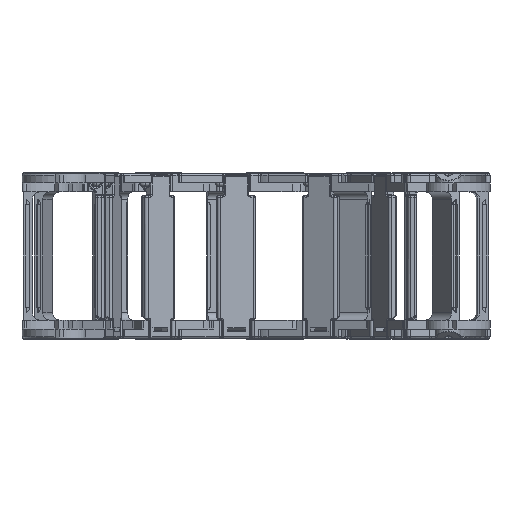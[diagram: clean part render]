
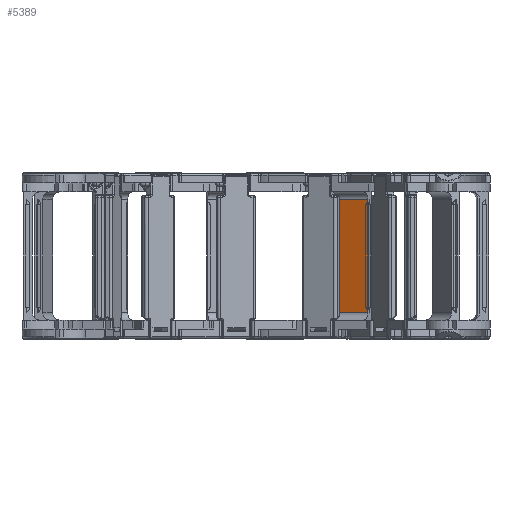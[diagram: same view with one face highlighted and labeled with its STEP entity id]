
A CAD part, left-side view. The second image highlights one B-rep face of the part: STEP entity #5389.
In plain terms, the highlighted face is planar.
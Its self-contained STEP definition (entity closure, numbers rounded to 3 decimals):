
#2266 = ORIENTED_EDGE ( 'NONE', *, *, #8805, .T. ) ;
#2557 = CARTESIAN_POINT ( 'NONE',  ( 92.5, -12.25, -2. ) ) ;
#2910 = PLANE ( 'NONE',  #14955 ) ;
#2988 = DIRECTION ( 'NONE',  ( -1., 0., 0. ) ) ;
#3586 = VERTEX_POINT ( 'NONE', #21078 ) ;
#4394 = LINE ( 'NONE', #18796, #17516 ) ;
#4572 = ORIENTED_EDGE ( 'NONE', *, *, #9642, .T. ) ;
#5025 = VERTEX_POINT ( 'NONE', #9678 ) ;
#5389 = ADVANCED_FACE ( 'NONE', ( #10295 ), #2910, .T. ) ;
#6326 = VERTEX_POINT ( 'NONE', #2557 ) ;
#7065 = LINE ( 'NONE', #21993, #20438 ) ;
#7788 = ORIENTED_EDGE ( 'NONE', *, *, #14699, .T. ) ;
#8216 = DIRECTION ( 'NONE',  ( 0., 1., 0. ) ) ;
#8256 = DIRECTION ( 'NONE',  ( 0., 0., 1. ) ) ;
#8805 = EDGE_CURVE ( 'NONE', #5025, #6326, #7065, .T. ) ;
#8933 = EDGE_CURVE ( 'NONE', #3586, #5025, #19624, .T. ) ;
#9642 = EDGE_CURVE ( 'NONE', #6326, #14378, #4394, .T. ) ;
#9678 = CARTESIAN_POINT ( 'NONE',  ( 107.5, -12.25, -2. ) ) ;
#10295 = FACE_OUTER_BOUND ( 'NONE', #15259, .T. ) ;
#10373 = CARTESIAN_POINT ( 'NONE',  ( 92.5, -12.25, 42. ) ) ;
#10520 = VECTOR ( 'NONE', #16018, 1000. ) ;
#11390 = LINE ( 'NONE', #13903, #13571 ) ;
#11825 = ORIENTED_EDGE ( 'NONE', *, *, #8933, .T. ) ;
#13571 = VECTOR ( 'NONE', #15644, 1000. ) ;
#13903 = CARTESIAN_POINT ( 'NONE',  ( 90., -12.25, 42. ) ) ;
#14378 = VERTEX_POINT ( 'NONE', #10373 ) ;
#14699 = EDGE_CURVE ( 'NONE', #14378, #3586, #11390, .T. ) ;
#14955 = AXIS2_PLACEMENT_3D ( 'NONE', #20025, #8216, #21771 ) ;
#15259 = EDGE_LOOP ( 'NONE', ( #11825, #2266, #4572, #7788 ) ) ;
#15644 = DIRECTION ( 'NONE',  ( 1., 0., 0. ) ) ;
#15799 = CARTESIAN_POINT ( 'NONE',  ( 107.5, -12.25, 60. ) ) ;
#16018 = DIRECTION ( 'NONE',  ( 0., 0., -1. ) ) ;
#17516 = VECTOR ( 'NONE', #8256, 1000. ) ;
#18796 = CARTESIAN_POINT ( 'NONE',  ( 92.5, -12.25, 60. ) ) ;
#19624 = LINE ( 'NONE', #15799, #10520 ) ;
#20025 = CARTESIAN_POINT ( 'NONE',  ( 90., -12.25, 20. ) ) ;
#20438 = VECTOR ( 'NONE', #2988, 1000. ) ;
#21078 = CARTESIAN_POINT ( 'NONE',  ( 107.5, -12.25, 42. ) ) ;
#21771 = DIRECTION ( 'NONE',  ( 0., 0., 1. ) ) ;
#21993 = CARTESIAN_POINT ( 'NONE',  ( 90., -12.25, -2. ) ) ;
